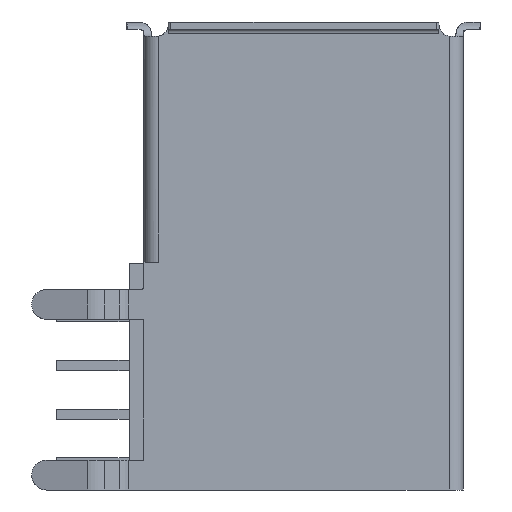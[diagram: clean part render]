
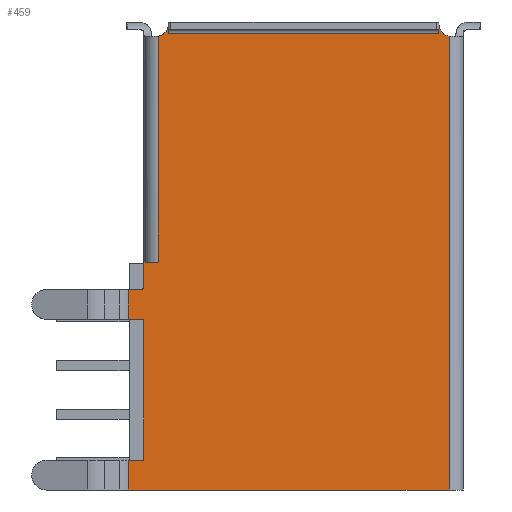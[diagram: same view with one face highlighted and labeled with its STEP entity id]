
A CAD part, front view. The second image highlights one B-rep face of the part: STEP entity #459.
In plain terms, the highlighted planar face has unit normal (0, -1, 0).
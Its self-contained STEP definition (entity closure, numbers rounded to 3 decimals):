
#459=ADVANCED_FACE('',(#976),#977,.T.);
#976=FACE_OUTER_BOUND('',#1543,.T.);
#977=PLANE('',#1544);
#1543=EDGE_LOOP('',(#2937,#2938,#2939,#2940,#2941,#2942,#2943,#2944,#2945,#2946,#2947,#2948,#2949,#2950,#2951,#2952,#2953));
#1544=AXIS2_PLACEMENT_3D('',#2954,#2955,#2956);
#2937=ORIENTED_EDGE('',*,*,#4134,.T.);
#2938=ORIENTED_EDGE('',*,*,#3653,.F.);
#2939=ORIENTED_EDGE('',*,*,#4135,.F.);
#2940=ORIENTED_EDGE('',*,*,#3624,.F.);
#2941=ORIENTED_EDGE('',*,*,#4064,.F.);
#2942=ORIENTED_EDGE('',*,*,#4136,.T.);
#2943=ORIENTED_EDGE('',*,*,#4097,.F.);
#2944=ORIENTED_EDGE('',*,*,#3610,.F.);
#2945=ORIENTED_EDGE('',*,*,#4137,.F.);
#2946=ORIENTED_EDGE('',*,*,#4138,.T.);
#2947=ORIENTED_EDGE('',*,*,#3993,.F.);
#2948=ORIENTED_EDGE('',*,*,#4139,.F.);
#2949=ORIENTED_EDGE('',*,*,#4140,.T.);
#2950=ORIENTED_EDGE('',*,*,#3818,.T.);
#2951=ORIENTED_EDGE('',*,*,#4141,.F.);
#2952=ORIENTED_EDGE('',*,*,#3937,.F.);
#2953=ORIENTED_EDGE('',*,*,#3983,.T.);
#2954=CARTESIAN_POINT('',(-5.759,0.7,0.4));
#2955=DIRECTION('',(0.,-1.0,0.));
#2956=DIRECTION('',(-1.0,0.,0.));
#3610=EDGE_CURVE('',#4390,#4391,#4392,.T.);
#3624=EDGE_CURVE('',#4414,#4415,#4416,.T.);
#3653=EDGE_CURVE('',#4464,#4460,#4466,.T.);
#3818=EDGE_CURVE('',#4745,#4743,#4746,.T.);
#3937=EDGE_CURVE('',#4928,#4930,#4931,.T.);
#3983=EDGE_CURVE('',#4928,#4993,#4995,.T.);
#3993=EDGE_CURVE('',#5008,#5009,#5010,.T.);
#4064=EDGE_CURVE('',#5108,#4414,#5109,.T.);
#4097=EDGE_CURVE('',#4391,#5153,#5154,.T.);
#4134=EDGE_CURVE('',#4993,#4460,#5197,.T.);
#4135=EDGE_CURVE('',#4415,#4464,#5198,.T.);
#4136=EDGE_CURVE('',#5108,#5153,#5199,.T.);
#4137=EDGE_CURVE('',#5200,#4390,#5201,.T.);
#4138=EDGE_CURVE('',#5200,#5009,#5202,.T.);
#4139=EDGE_CURVE('',#5203,#5008,#5204,.T.);
#4140=EDGE_CURVE('',#5203,#4745,#5205,.T.);
#4141=EDGE_CURVE('',#4930,#4743,#5206,.T.);
#4390=VERTEX_POINT('',#5540);
#4391=VERTEX_POINT('',#5541);
#4392=LINE('',#5542,#5543);
#4414=VERTEX_POINT('',#5573);
#4415=VERTEX_POINT('',#5574);
#4416=CIRCLE('',#5575,0.15);
#4460=VERTEX_POINT('',#5657);
#4464=VERTEX_POINT('',#5662);
#4466=LINE('',#5665,#5666);
#4743=VERTEX_POINT('',#6107);
#4745=VERTEX_POINT('',#6109);
#4746=LINE('',#6110,#6111);
#4928=VERTEX_POINT('',#6391);
#4930=VERTEX_POINT('',#6394);
#4931=LINE('',#6395,#6396);
#4993=VERTEX_POINT('',#6479);
#4995=CIRCLE('',#6486,0.487);
#5008=VERTEX_POINT('',#6513);
#5009=VERTEX_POINT('',#6514);
#5010=LINE('',#6515,#6516);
#5108=VERTEX_POINT('',#6726);
#5109=LINE('',#6727,#6728);
#5153=VERTEX_POINT('',#6789);
#5154=LINE('',#6790,#6791);
#5197=LINE('',#6850,#6851);
#5198=LINE('',#6852,#6853);
#5199=LINE('',#6854,#6855);
#5200=VERTEX_POINT('',#6856);
#5201=LINE('',#6857,#6858);
#5202=LINE('',#6859,#6860);
#5203=VERTEX_POINT('',#6861);
#5204=LINE('',#6862,#6863);
#5205=CIRCLE('',#6864,0.487);
#5206=LINE('',#6865,#6866);
#5540=CARTESIAN_POINT('',(-6.55,0.7,-17.98));
#5541=CARTESIAN_POINT('',(-6.55,0.7,-12.2));
#5542=CARTESIAN_POINT('',(-6.55,0.7,-12.09));
#5543=VECTOR('',#7144,1.0);
#5573=CARTESIAN_POINT('',(-6.7,0.7,-10.98));
#5574=CARTESIAN_POINT('',(-6.55,0.7,-10.83));
#5575=AXIS2_PLACEMENT_3D('',#7159,#7160,#7161);
#5657=CARTESIAN_POINT('',(-5.967,0.7,-9.851));
#5662=CARTESIAN_POINT('',(-6.55,0.7,-9.851));
#5665=CARTESIAN_POINT('',(-5.771,0.7,-9.851));
#5666=VECTOR('',#7197,1.0);
#6107=CARTESIAN_POINT('',(5.55,0.7,-0.487));
#6109=CARTESIAN_POINT('',(5.55,0.7,-0.1));
#6110=CARTESIAN_POINT('',(5.55,0.7,0.4));
#6111=VECTOR('',#7408,1.0);
#6391=CARTESIAN_POINT('',(-5.55,0.7,-0.1));
#6394=CARTESIAN_POINT('',(-5.55,0.7,-0.487));
#6395=CARTESIAN_POINT('',(-5.55,0.7,0.4));
#6396=VECTOR('',#7540,1.0);
#6479=CARTESIAN_POINT('',(-5.967,0.7,-0.582));
#6486=AXIS2_PLACEMENT_3D('',#7592,#7593,#7594);
#6513=CARTESIAN_POINT('',(5.967,0.7,-19.2));
#6514=CARTESIAN_POINT('',(-7.195,0.7,-19.2));
#6515=CARTESIAN_POINT('',(-6.879,0.7,-19.2));
#6516=VECTOR('',#7604,1.0);
#6726=CARTESIAN_POINT('',(-7.195,0.7,-10.98));
#6727=CARTESIAN_POINT('',(-7.277,0.7,-10.98));
#6728=VECTOR('',#7683,1.0);
#6789=CARTESIAN_POINT('',(-7.195,0.7,-12.2));
#6790=CARTESIAN_POINT('',(-7.239,0.7,-12.2));
#6791=VECTOR('',#7719,1.0);
#6850=CARTESIAN_POINT('',(-5.967,0.7,0.4));
#6851=VECTOR('',#7763,1.0);
#6852=CARTESIAN_POINT('',(-6.55,0.7,-9.715));
#6853=VECTOR('',#7764,1.0);
#6854=CARTESIAN_POINT('',(-7.195,0.7,-9.09));
#6855=VECTOR('',#7765,1.0);
#6856=CARTESIAN_POINT('',(-7.195,0.7,-17.98));
#6857=CARTESIAN_POINT('',(-7.24,0.7,-17.98));
#6858=VECTOR('',#7766,1.0);
#6859=CARTESIAN_POINT('',(-7.195,0.7,-9.09));
#6860=VECTOR('',#7767,1.0);
#6861=CARTESIAN_POINT('',(5.967,0.7,-0.582));
#6862=CARTESIAN_POINT('',(5.967,0.7,0.4));
#6863=VECTOR('',#7768,1.0);
#6864=AXIS2_PLACEMENT_3D('',#7769,#7770,#7771);
#6865=CARTESIAN_POINT('',(-8.0,0.7,-0.487));
#6866=VECTOR('',#7772,1.0);
#7144=DIRECTION('',(0.,0.0,1.0));
#7159=CARTESIAN_POINT('',(-6.7,0.7,-10.83));
#7160=DIRECTION('',(0.0,-1.0,-0.0));
#7161=DIRECTION('',(-1.0,0.0,0.));
#7197=DIRECTION('',(1.0,0.0,0.));
#7408=DIRECTION('',(0.,0.0,-1.0));
#7540=DIRECTION('',(0.,0.0,-1.0));
#7592=CARTESIAN_POINT('',(-6.037,0.7,-0.1));
#7593=DIRECTION('',(0.,1.0,0.));
#7594=DIRECTION('',(-1.0,0.,0.));
#7604=DIRECTION('',(-1.0,0.,0.));
#7683=DIRECTION('',(1.0,0.0,0.));
#7719=DIRECTION('',(-1.0,0.0,0.));
#7763=DIRECTION('',(0.,0.0,-1.0));
#7764=DIRECTION('',(0.,-0.0,1.0));
#7765=DIRECTION('',(0.,0.0,-1.0));
#7766=DIRECTION('',(1.0,0.0,0.));
#7767=DIRECTION('',(0.,0.0,-1.0));
#7768=DIRECTION('',(0.,0.0,-1.0));
#7769=CARTESIAN_POINT('',(6.037,0.7,-0.1));
#7770=DIRECTION('',(0.,1.0,0.));
#7771=DIRECTION('',(-1.0,0.,0.));
#7772=DIRECTION('',(1.0,0.0,0.));
